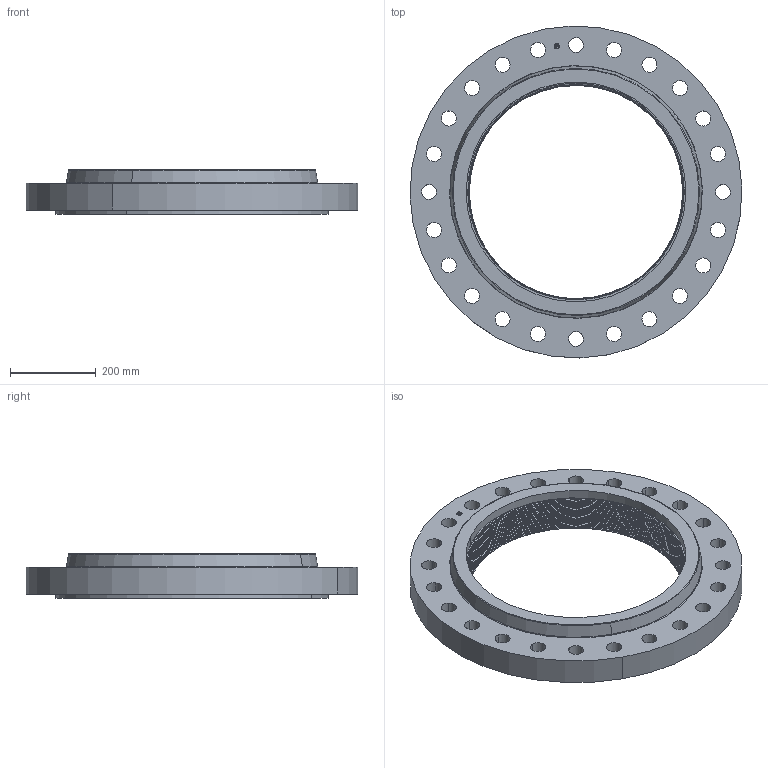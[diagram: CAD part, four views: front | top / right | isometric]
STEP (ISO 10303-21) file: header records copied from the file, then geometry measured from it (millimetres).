
FILE_DESCRIPTION(('3D STEP'),'2;1');
FILE_NAME('20-300-THREADED-RTJ-FLANGE.stp','2013-01-27T09:41:24+00:00',('Texas Flange'),(''),'CATIA Version 5 Release 20 SP 6 (IN-10)','CATIA V5 STEP AP214','800-826-3801');
FILE_SCHEMA(('AUTOMOTIVE_DESIGN { 1 0 10303 214 1 1 1 1 }'));
Length unit declared in the file: inch
Products named in the file (1): 20-300-THREADED-RTJ-FLANGE
Bounding box: 774.48 x 774.48 x 103.25 mm (x, y, z)
Volume: 18444406.8 mm3; surface area: 1181213.3 mm2
Topology: 1 solids, 1 shells, 728 faces, 1895 edges, 1191 vertices
Faces by surface type: plane 372, bspline 215, cylinder 74, cone 59, torus 8
Entity records: 29782 total; most frequent: CARTESIAN_POINT 11532, ORIENTED_EDGE 3790, DIRECTION 2136, EDGE_CURVE 1895, VERTEX_POINT 1191, VECTOR 1176, LINE 1176, EDGE_LOOP 800
